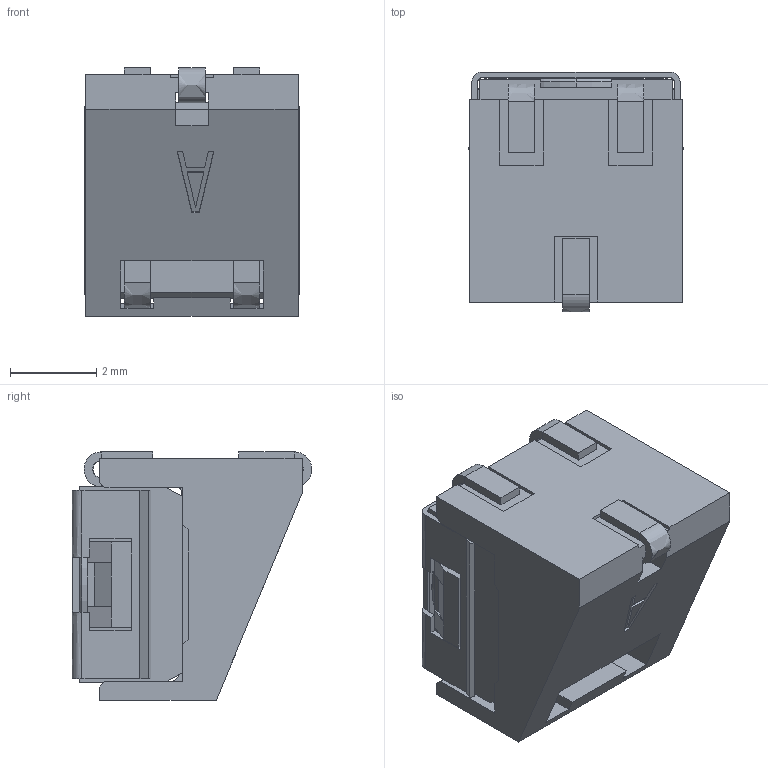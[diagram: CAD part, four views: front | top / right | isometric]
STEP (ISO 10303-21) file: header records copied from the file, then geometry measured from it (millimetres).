
FILE_DESCRIPTION((''),'2;1');
FILE_NAME('A7814Z-A-POT_ASSY_ASM','2012-03-27T',('minhn'),('Bourns, Inc.'),'PRO/ENGINEER BY PARAMETRIC TECHNOLOGY CORPORATION, 2001200','PRO/ENGINEER BY PARAMETRIC TECHNOLOGY CORPORATION, 2001200','');
FILE_SCHEMA(('AUTOMOTIVE_DESIGN_CC2 { 1 2 10303 214 -1 1 5 2 }'));
Length unit declared in the file: inch
Products named in the file (3): P7814-A-SNAPSTRTE_1UP; A7814Z_HSG_ASM; A7814Z-A-POT_ASSY_ASM
Assembly tree (2 placements, depth 3):
  A7814Z-A-POT_ASSY_ASM
    A7814Z_HSG_ASM
      P7814-A-SNAPSTRTE_1UP
Bounding box: 5.01 x 5.56 x 5.76 mm (x, y, z)
Volume: 105 mm3; surface area: 350.5 mm2
Topology: 1 solids, 2 shells, 556 faces, 1608 edges, 1034 vertices
Faces by surface type: bspline 556
Entity records: 19766 total; most frequent: CARTESIAN_POINT 6614, ORIENTED_EDGE 3216, DIRECTION 1777, EDGE_CURVE 1608, VECTOR 1395, LINE 1395, VERTEX_POINT 1034, EDGE_LOOP 584
